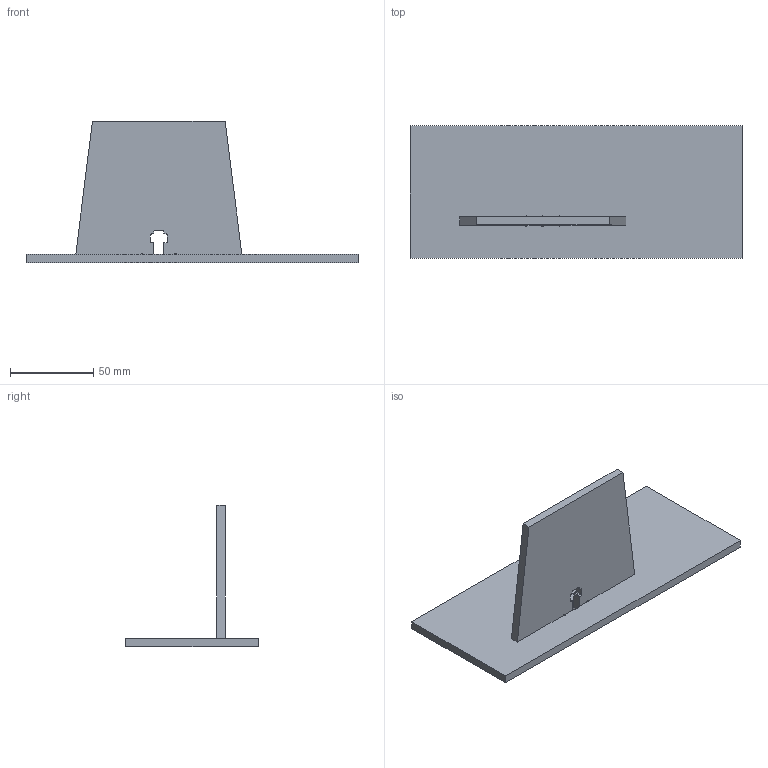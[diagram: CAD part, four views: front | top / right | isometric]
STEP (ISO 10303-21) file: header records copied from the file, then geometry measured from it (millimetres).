
FILE_DESCRIPTION (( 'STEP AP214' ), '1' );
FILE_NAME ('exemple tenon mortaise.STEP', '2025-07-23T06:19:39', ( '' ), ( '' ), 'SwSTEP 2.0', 'SolidWorks 2024', '' );
FILE_SCHEMA (( 'AUTOMOTIVE_DESIGN' ));
Length unit declared in the file: millimetre
Products named in the file (3): exemple tenon mortaise; tôle 1; tôle 2
Assembly tree (2 placements, depth 2):
  exemple tenon mortaise
    tôle 2
    tôle 1
Bounding box: 200 x 80 x 85 mm (x, y, z)
Volume: 115186.3 mm3; surface area: 51112.3 mm2
Topology: 2 solids, 2 shells, 75 faces, 213 edges, 142 vertices
Faces by surface type: cylinder 41, plane 34
Entity records: 2561 total; most frequent: DIRECTION 455, CARTESIAN_POINT 435, ORIENTED_EDGE 426, EDGE_CURVE 213, AXIS2_PLACEMENT_3D 162, VERTEX_POINT 142, VECTOR 131, LINE 131
